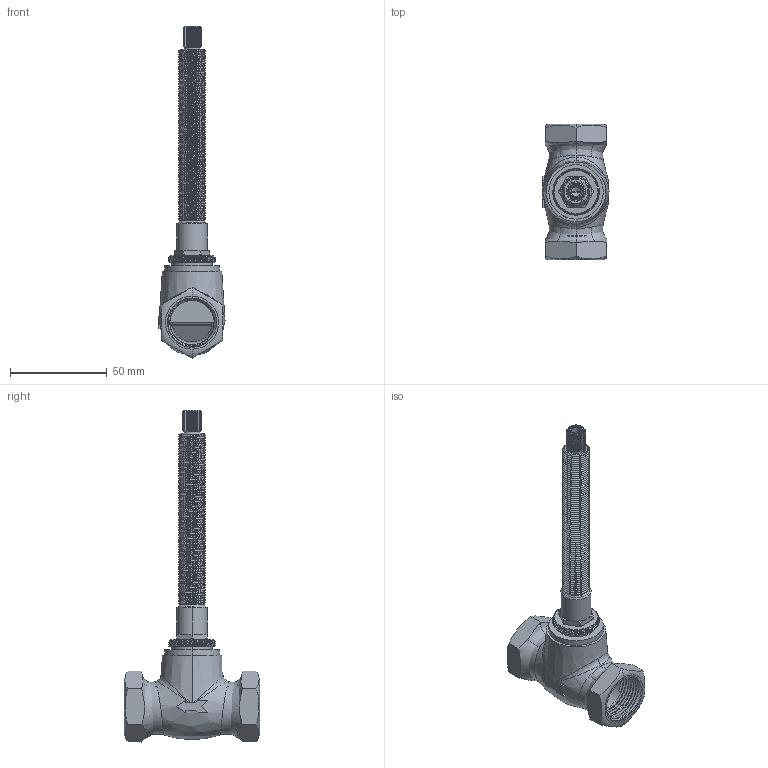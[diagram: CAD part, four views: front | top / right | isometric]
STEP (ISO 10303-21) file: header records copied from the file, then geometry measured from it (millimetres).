
FILE_DESCRIPTION((''),'2;1');
FILE_NAME('1-607C_WEB','2010-11-02T',('ramkumar'),(''),'PRO/ENGINEER BY PARAMETRIC TECHNOLOGY CORPORATION, 2009300','PRO/ENGINEER BY PARAMETRIC TECHNOLOGY CORPORATION, 2009300','');
FILE_SCHEMA(('CONFIG_CONTROL_DESIGN'));
Products named in the file (1): 1-607C_WEB
Bounding box: 34.16 x 70 x 171.83 mm (x, y, z)
Surface area: 39113.5 mm2 (no closed solid volume)
Topology: 0 solids, 6 shells, 1054 faces, 3092 edges, 2022 vertices
Faces by surface type: cylinder 489, plane 362, bspline 111, cone 70, torus 20, sphere 2
Entity records: 61874 total; most frequent: CARTESIAN_POINT 35868, ORIENTED_EDGE 5991, DIRECTION 4662, EDGE_CURVE 3090, VERTEX_POINT 2022, AXIS2_PLACEMENT_3D 1788, B_SPLINE_CURVE_WITH_KNOTS 1159, VECTOR 1086
